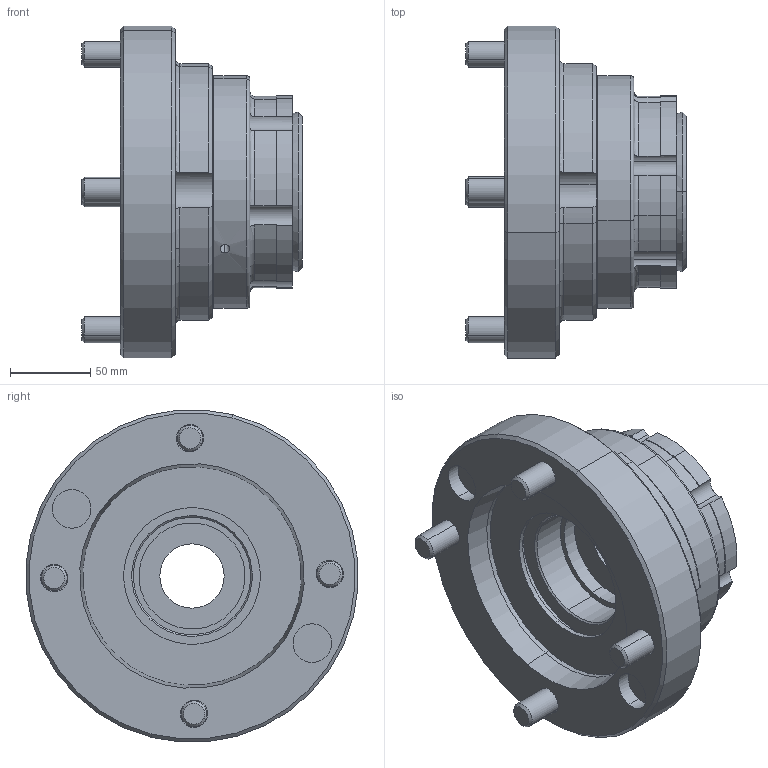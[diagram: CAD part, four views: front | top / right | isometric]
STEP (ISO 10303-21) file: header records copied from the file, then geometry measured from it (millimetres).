
FILE_DESCRIPTION (( 'STEP AP203' ), '1' );
FILE_NAME ('CF-CB-65A8.STEP', '2020-07-30T00:17:51', ( '' ), ( '' ), 'SwSTEP 2.0', 'SolidWorks 2016', '' );
FILE_SCHEMA (( 'CONFIG_CONTROL_DESIGN' ));
Length unit declared in the file: millimetre
Products named in the file (7): CF-CB-65-02010; CF-CB-65A8-01010; 圓頭內六角螺栓_M8x35; 圓頭內六角螺栓_M16x40; CF-RG65R-R6500_M80; CF-CB-65A8; CF-CB-65-01010
Assembly tree (14 placements, depth 2):
  CF-CB-65A8
    CF-CB-65-01010
    CF-CB-65-02010
    CF-CB-65A8-01010
    圓頭內六角螺栓_M8x35  x6
    圓頭內六角螺栓_M16x40  x4
    CF-RG65R-R6500_M80
Bounding box: 137 x 206.45 x 206.45 mm (x, y, z)
Volume: 1761151.9 mm3; surface area: 292400 mm2
Topology: 14 solids, 14 shells, 510 faces, 1191 edges, 717 vertices
Faces by surface type: plane 194, cylinder 177, cone 123, torus 16
Entity records: 10267 total; most frequent: CARTESIAN_POINT 1947, DIRECTION 1718, ORIENTED_EDGE 1418, AXIS2_PLACEMENT_3D 719, EDGE_CURVE 709, VERTEX_POINT 450, CIRCLE 395, EDGE_LOOP 373
